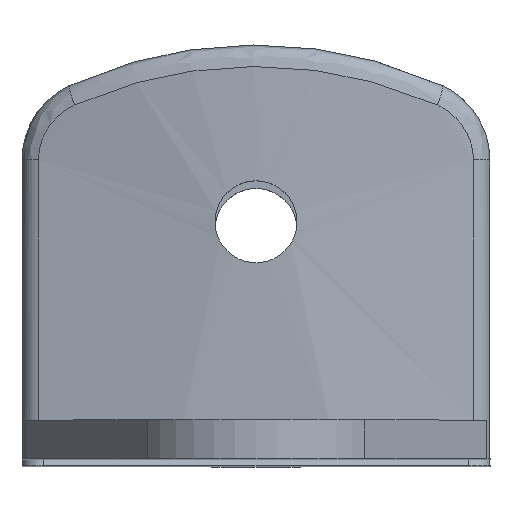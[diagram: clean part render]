
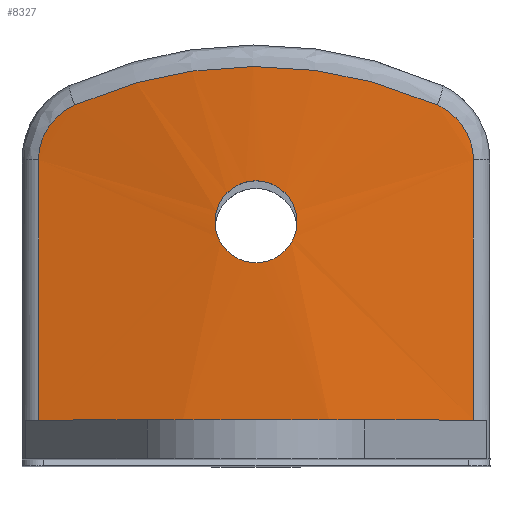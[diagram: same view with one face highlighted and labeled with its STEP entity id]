
A CAD part, top view. The second image highlights one B-rep face of the part: STEP entity #8327.
In plain terms, the highlighted cylindrical face has radius 43.251 mm (diameter 86.502 mm), a partial arc.
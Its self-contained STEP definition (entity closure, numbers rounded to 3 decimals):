
#7443=CARTESIAN_POINT('',(0.,-7.747,59.749));
#7444=DIRECTION('',(0.,-1.,0.));
#7445=DIRECTION('',(0.233,0.,0.972));
#7446=AXIS2_PLACEMENT_3D('',#7443,#7444,#7445);
#7451=DIRECTION('',(0.,-1.,0.));
#7452=VECTOR('',#7451,12.063);
#7453=CARTESIAN_POINT('',(-10.083,4.316,101.808));
#7454=LINE('',#7453,#7452);
#7458=CARTESIAN_POINT('',(-8.406,6.864,102.175));
#7459=CARTESIAN_POINT('',(-8.608,6.774,102.135));
#7460=CARTESIAN_POINT('',(-8.98,6.555,102.059));
#7461=CARTESIAN_POINT('',(-9.459,6.1,101.954));
#7462=CARTESIAN_POINT('',(-9.815,5.556,101.872));
#7463=CARTESIAN_POINT('',(-10.035,4.946,101.82));
#7464=CARTESIAN_POINT('',(-10.083,4.53,101.808));
#7465=CARTESIAN_POINT('',(-10.083,4.316,101.808));
#7470=CARTESIAN_POINT('',(8.406,6.864,102.175));
#7471=CARTESIAN_POINT('',(7.779,7.143,102.3));
#7472=CARTESIAN_POINT('',(6.584,7.598,102.507));
#7473=CARTESIAN_POINT('',(5.089,8.03,102.707));
#7474=CARTESIAN_POINT('',(3.69,8.333,102.85));
#7475=CARTESIAN_POINT('',(2.238,8.545,102.951));
#7476=CARTESIAN_POINT('',(0.668,8.657,103.005));
#7477=CARTESIAN_POINT('',(-0.931,8.647,
103.));
#7478=CARTESIAN_POINT('',(-2.5,8.514,102.936));
#7479=CARTESIAN_POINT('',(-3.927,8.288,102.829));
#7480=CARTESIAN_POINT('',(-5.29,7.977,102.683));
#7481=CARTESIAN_POINT('',(-6.712,7.552,102.485));
#7482=CARTESIAN_POINT('',(-7.825,7.122,102.29));
#7483=CARTESIAN_POINT('',(-8.406,6.864,102.175));
#7488=CARTESIAN_POINT('',(10.083,4.316,101.808));
#7489=CARTESIAN_POINT('',(10.083,4.53,101.808));
#7490=CARTESIAN_POINT('',(10.035,4.946,101.82));
#7491=CARTESIAN_POINT('',(9.815,5.555,101.872));
#7492=CARTESIAN_POINT('',(9.46,6.1,101.954));
#7493=CARTESIAN_POINT('',(8.98,6.555,102.059));
#7494=CARTESIAN_POINT('',(8.608,6.774,102.135));
#7495=CARTESIAN_POINT('',(8.406,6.864,102.175));
#7500=DIRECTION('',(0.,1.,0.));
#7501=VECTOR('',#7500,12.063);
#7502=CARTESIAN_POINT('',(10.083,-7.747,101.808));
#7503=LINE('',#7502,#7501);
#7507=CARTESIAN_POINT('',(-1.9,1.447,102.958));
#7508=CARTESIAN_POINT('',(-1.9,1.615,102.958));
#7509=CARTESIAN_POINT('',(-1.857,1.939,102.96));
#7510=CARTESIAN_POINT('',(-1.666,2.406,102.968));
#7511=CARTESIAN_POINT('',(-1.36,2.804,102.979));
#7512=CARTESIAN_POINT('',(-0.962,3.11,
102.99));
#7513=CARTESIAN_POINT('',(-0.498,3.303,
102.998));
#7514=CARTESIAN_POINT('',(0.002,3.369,103.001));
#7515=CARTESIAN_POINT('',(0.498,3.303,102.998));
#7516=CARTESIAN_POINT('',(0.962,3.111,102.99));
#7517=CARTESIAN_POINT('',(1.36,2.804,102.979));
#7518=CARTESIAN_POINT('',(1.666,2.406,102.968));
#7519=CARTESIAN_POINT('',(1.857,1.939,102.96));
#7520=CARTESIAN_POINT('',(1.9,1.615,102.958));
#7521=CARTESIAN_POINT('',(1.9,1.447,102.958));
#7526=CARTESIAN_POINT('',(1.9,1.447,102.958));
#7527=CARTESIAN_POINT('',(1.9,1.279,102.958));
#7528=CARTESIAN_POINT('',(1.857,0.954,102.96));
#7529=CARTESIAN_POINT('',(1.666,0.487,102.968));
#7530=CARTESIAN_POINT('',(1.36,0.089,102.979));
#7531=CARTESIAN_POINT('',(0.962,-0.217,
102.99));
#7532=CARTESIAN_POINT('',(0.498,-0.409,
102.998));
#7533=CARTESIAN_POINT('',(-0.001,-0.475,
103.001));
#7534=CARTESIAN_POINT('',(-0.498,-0.409,
102.998));
#7535=CARTESIAN_POINT('',(-0.962,-0.217,
102.99));
#7536=CARTESIAN_POINT('',(-1.36,0.089,
102.979));
#7537=CARTESIAN_POINT('',(-1.666,0.487,
102.968));
#7538=CARTESIAN_POINT('',(-1.857,0.955,
102.96));
#7539=CARTESIAN_POINT('',(-1.9,1.279,102.958));
#7540=CARTESIAN_POINT('',(-1.9,1.447,102.958));
#8144=VERTEX_POINT('',#7458);
#8145=VERTEX_POINT('',#7465);
#8147=VERTEX_POINT('',#7470);
#8149=VERTEX_POINT('',#7488);
#8201=CARTESIAN_POINT('',(10.083,-7.747,101.808));
#8202=CARTESIAN_POINT('',(-10.083,-7.747,
101.808));
#8203=VERTEX_POINT('',#8201);
#8204=VERTEX_POINT('',#8202);
#8215=VERTEX_POINT('',#7507);
#8216=VERTEX_POINT('',#7521);
#8303=CARTESIAN_POINT('',(0.,-7.747,59.749));
#8304=DIRECTION('',(0.,-1.,0.));
#8305=DIRECTION('',(0.,0.,-1.));
#8306=AXIS2_PLACEMENT_3D('',#8303,#8304,#8305);
#8307=CYLINDRICAL_SURFACE('',#8306,43.251);
#8308=ORIENTED_EDGE('',*,*,#8284,.T.);
#8310=ORIENTED_EDGE('',*,*,#8309,.F.);
#8312=ORIENTED_EDGE('',*,*,#8311,.F.);
#8314=ORIENTED_EDGE('',*,*,#8313,.F.);
#8316=ORIENTED_EDGE('',*,*,#8315,.F.);
#8318=ORIENTED_EDGE('',*,*,#8317,.F.);
#8319=EDGE_LOOP('',(#8308,#8310,#8312,#8314,#8316,#8318));
#8320=FACE_OUTER_BOUND('',#8319,.F.);
#8322=ORIENTED_EDGE('',*,*,#8321,.F.);
#8324=ORIENTED_EDGE('',*,*,#8323,.F.);
#8325=EDGE_LOOP('',(#8322,#8324));
#8326=FACE_BOUND('',#8325,.F.);
#7447=CIRCLE('',#7446,43.251);
#7466=B_SPLINE_CURVE_WITH_KNOTS('',3,(#7458,#7459,#7460,#7461,#7462,#7463,#7464,
#7465),.UNSPECIFIED.,.F.,.F.,(4,1,1,1,1,4),(0.,0.2,0.4,0.6,0.8,1.),
.UNSPECIFIED.);
#7484=B_SPLINE_CURVE_WITH_KNOTS('',3,(#7470,#7471,#7472,#7473,#7474,#7475,#7476,
#7477,#7478,#7479,#7480,#7481,#7482,#7483),.UNSPECIFIED.,.F.,.F.,(4,1,1,1,1,1,1,
1,1,1,1,4),(0.,0.091,0.182,0.273,
0.364,0.455,0.545,0.636,
0.727,0.818,0.909,1.),.UNSPECIFIED.);
#7496=B_SPLINE_CURVE_WITH_KNOTS('',3,(#7488,#7489,#7490,#7491,#7492,#7493,#7494,
#7495),.UNSPECIFIED.,.F.,.F.,(4,1,1,1,1,4),(0.,0.2,0.4,0.6,0.8,1.),
.UNSPECIFIED.);
#7522=B_SPLINE_CURVE_WITH_KNOTS('',3,(#7507,#7508,#7509,#7510,#7511,#7512,#7513,
#7514,#7515,#7516,#7517,#7518,#7519,#7520,#7521),.UNSPECIFIED.,.F.,.F.,(4,1,1,1,
1,1,1,1,1,1,1,1,4),(0.,0.083,0.167,0.25,
0.333,0.417,0.5,0.583,0.667,
0.75,0.833,0.917,1.),.UNSPECIFIED.);
#7541=B_SPLINE_CURVE_WITH_KNOTS('',3,(#7526,#7527,#7528,#7529,#7530,#7531,#7532,
#7533,#7534,#7535,#7536,#7537,#7538,#7539,#7540),.UNSPECIFIED.,.F.,.F.,(4,1,1,1,
1,1,1,1,1,1,1,1,4),(0.,0.083,0.167,0.25,
0.333,0.417,0.5,0.583,0.667,
0.75,0.833,0.917,1.),.UNSPECIFIED.);
#8284=EDGE_CURVE('',#8203,#8204,#7447,.T.);
#8309=EDGE_CURVE('',#8145,#8204,#7454,.T.);
#8311=EDGE_CURVE('',#8144,#8145,#7466,.T.);
#8313=EDGE_CURVE('',#8147,#8144,#7484,.T.);
#8315=EDGE_CURVE('',#8149,#8147,#7496,.T.);
#8317=EDGE_CURVE('',#8203,#8149,#7503,.T.);
#8321=EDGE_CURVE('',#8215,#8216,#7522,.T.);
#8323=EDGE_CURVE('',#8216,#8215,#7541,.T.);
#8327=ADVANCED_FACE('',(#8320,#8326),#8307,.T.);
